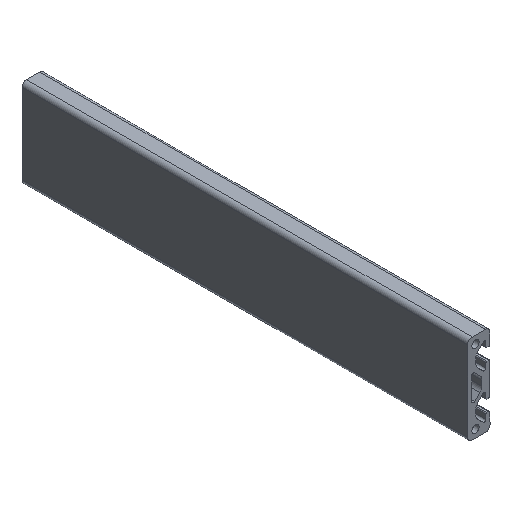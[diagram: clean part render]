
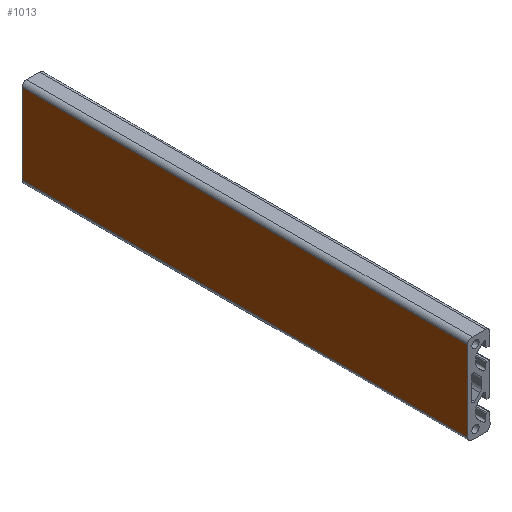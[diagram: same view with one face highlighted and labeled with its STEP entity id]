
A CAD part, isometric view. The second image highlights one B-rep face of the part: STEP entity #1013.
In plain terms, the highlighted planar face has unit normal (-1, 0, 0).
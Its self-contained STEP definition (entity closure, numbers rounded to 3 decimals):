
#131=FACE_OUTER_BOUND('',#183,.T.);
#183=EDGE_LOOP('',(#783,#784,#785,#786));
#271=LINE('',#1659,#369);
#272=LINE('',#1663,#370);
#273=LINE('',#1665,#371);
#274=LINE('',#1666,#372);
#369=VECTOR('',#1351,10.);
#370=VECTOR('',#1356,10.);
#371=VECTOR('',#1357,10.);
#372=VECTOR('',#1358,10.);
#469=VERTEX_POINT('',#1656);
#470=VERTEX_POINT('',#1658);
#471=VERTEX_POINT('',#1662);
#472=VERTEX_POINT('',#1664);
#600=EDGE_CURVE('',#469,#470,#271,.T.);
#602=EDGE_CURVE('',#469,#471,#272,.T.);
#603=EDGE_CURVE('',#471,#472,#273,.T.);
#604=EDGE_CURVE('',#470,#472,#274,.T.);
#783=ORIENTED_EDGE('',*,*,#602,.T.);
#784=ORIENTED_EDGE('',*,*,#603,.T.);
#785=ORIENTED_EDGE('',*,*,#604,.F.);
#786=ORIENTED_EDGE('',*,*,#600,.F.);
#970=PLANE('',#1119);
#1013=ADVANCED_FACE('',(#131),#970,.T.);
#1119=AXIS2_PLACEMENT_3D('',#1661,#1354,#1355);
#1351=DIRECTION('',(0.,-1.,0.));
#1354=DIRECTION('center_axis',(-1.,0.,0.));
#1355=DIRECTION('ref_axis',(0.,0.,1.));
#1356=DIRECTION('',(0.,0.,-1.));
#1357=DIRECTION('',(0.,-1.,0.));
#1358=DIRECTION('',(0.,0.,-1.));
#1656=CARTESIAN_POINT('',(-5.,200.,18.));
#1658=CARTESIAN_POINT('',(-5.,0.,18.));
#1659=CARTESIAN_POINT('',(-5.,0.,18.));
#1661=CARTESIAN_POINT('Origin',(-5.,0.,-18.));
#1662=CARTESIAN_POINT('',(-5.,200.,-18.));
#1663=CARTESIAN_POINT('',(-5.,200.,-9.));
#1664=CARTESIAN_POINT('',(-5.,0.,-18.));
#1665=CARTESIAN_POINT('',(-5.,0.,-18.));
#1666=CARTESIAN_POINT('',(-5.,0.,-9.));
